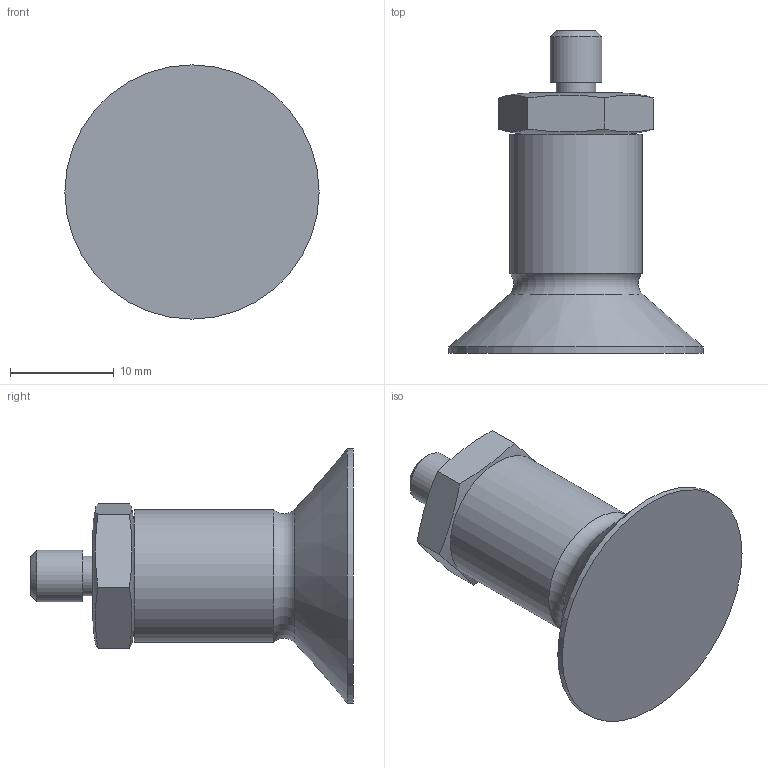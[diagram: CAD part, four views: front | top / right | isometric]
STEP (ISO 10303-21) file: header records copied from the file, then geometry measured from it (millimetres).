
FILE_DESCRIPTION(/* description */ (''),/* implementation_level */ '2;1');
FILE_NAME(/* name */ 'vc25cn_rac3rm5m.stp',/* time_stamp */ '2020-10-29T10:00:15+01:00',/* author */ ('enginyeria'),/* organization */ (''),/* preprocessor_version */ 'ST-DEVELOPER v17.2',/* originating_system */ 'Autodesk Inventor 2019',/* authorisation */ '');
FILE_SCHEMA (('CONFIG_CONTROL_DESIGN'));
Length unit declared in the file: millimetre
Products named in the file (1): Pieza52
Bounding box: 24.49 x 31.09 x 24.49 mm (x, y, z)
Volume: 4301.9 mm3; surface area: 2250.6 mm2
Topology: 1 solids, 1 shells, 23 faces, 60 edges, 43 vertices
Faces by surface type: plane 12, cylinder 5, cone 3, bspline 2, torus 1
Full cylindrical faces by diameter (mm): 2 x1, 3.8 x1, 5 x1, 12.795 x1, 24.49 x1
Entity records: 934 total; most frequent: CARTESIAN_POINT 285, ORIENTED_EDGE 120, DIRECTION 118, EDGE_CURVE 60, AXIS2_PLACEMENT_3D 52, VERTEX_POINT 43, CIRCLE 30, EDGE_LOOP 27
